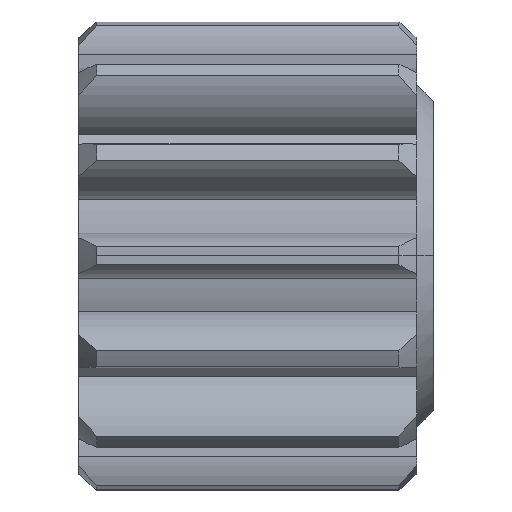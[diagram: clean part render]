
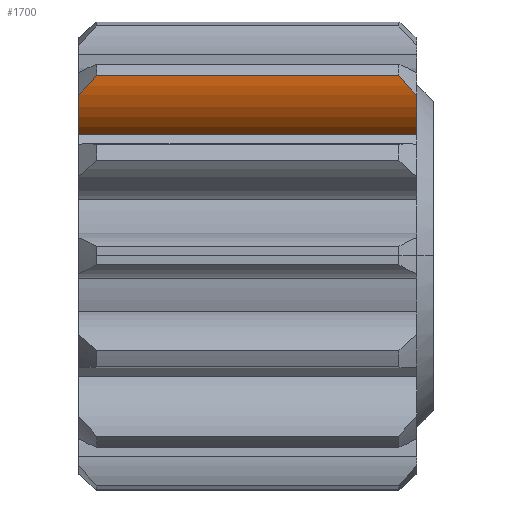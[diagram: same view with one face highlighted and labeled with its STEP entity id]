
A CAD part, top view. The second image highlights one B-rep face of the part: STEP entity #1700.
In plain terms, the highlighted cylindrical face has radius 3.556 mm (diameter 7.112 mm), a partial arc.
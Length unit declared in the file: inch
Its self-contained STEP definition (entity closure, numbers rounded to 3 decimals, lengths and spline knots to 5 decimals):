
#88 = LINE ( 'NONE', #1317, #1817 ) ;
#177 = ORIENTED_EDGE ( 'NONE', *, *, #2861, .T. ) ;
#320 = DIRECTION ( 'NONE',  ( -1., 0., 0. ) ) ;
#352 = B_SPLINE_CURVE_WITH_KNOTS ( 'NONE', 3,
 ( #727, #432, #2830, #939 ),
 .UNSPECIFIED., .F., .F.,
 ( 4, 4 ),
 ( 0., 0.00116 ),
 .UNSPECIFIED. ) ;
#432 = CARTESIAN_POINT ( 'NONE',  ( 0.55767, 0.28005, 0.25738 ) ) ;
#434 = CARTESIAN_POINT ( 'NONE',  ( 0.568, 0.31625, 0.12167 ) ) ;
#472 = CARTESIAN_POINT ( 'NONE',  ( 0.568, 0.20313, 0.20416 ) ) ;
#537 = CARTESIAN_POINT ( 'NONE',  ( 0.568, 0.26941, 0.25361 ) ) ;
#541 = DIRECTION ( 'NONE',  ( -1., 0., 0. ) ) ;
#564 = DIRECTION ( 'NONE',  ( 0., 0.782, -0.623 ) ) ;
#609 = VERTEX_POINT ( 'NONE', #3423 ) ;
#630 = B_SPLINE_CURVE_WITH_KNOTS ( 'NONE', 3,
 ( #1331, #2641, #2860, #3251 ),
 .UNSPECIFIED., .F., .F.,
 ( 4, 4 ),
 ( 0., 0.00116 ),
 .UNSPECIFIED. ) ;
#677 = EDGE_CURVE ( 'NONE', #2569, #2046, #352, .T. ) ;
#727 = CARTESIAN_POINT ( 'NONE',  ( 0.568, 0.26941, 0.25361 ) ) ;
#939 = CARTESIAN_POINT ( 'NONE',  ( 0.538, 0.30307, 0.26105 ) ) ;
#951 = CIRCLE ( 'NONE', #1147, 0.14 ) ;
#1147 = AXIS2_PLACEMENT_3D ( 'NONE', #3634, #1742, #2052 ) ;
#1245 = AXIS2_PLACEMENT_3D ( 'NONE', #434, #541, #1329 ) ;
#1317 = CARTESIAN_POINT ( 'NONE',  ( 0.284, 0.30307, 0.26105 ) ) ;
#1329 = DIRECTION ( 'NONE',  ( 0., 0., 1. ) ) ;
#1331 = CARTESIAN_POINT ( 'NONE',  ( 0.03, 0.30307, 0.26105 ) ) ;
#1374 = CYLINDRICAL_SURFACE ( 'NONE', #1245, 0.14 ) ;
#1446 = FACE_OUTER_BOUND ( 'NONE', #2063, .T. ) ;
#1601 = CARTESIAN_POINT ( 'NONE',  ( 0.538, 0.30307, 0.26105 ) ) ;
#1700 = ADVANCED_FACE ( 'NONE', ( #1446 ), #1374, .T. ) ;
#1717 = ORIENTED_EDGE ( 'NONE', *, *, #2444, .T. ) ;
#1742 = DIRECTION ( 'NONE',  ( -1., 0., 0. ) ) ;
#1817 = VECTOR ( 'NONE', #1954, 39.37008 ) ;
#1834 = LINE ( 'NONE', #3073, #3660 ) ;
#1880 = CIRCLE ( 'NONE', #2844, 0.14 ) ;
#1886 = EDGE_CURVE ( 'NONE', #3734, #609, #1834, .T. ) ;
#1954 = DIRECTION ( 'NONE',  ( -1., 0., 0. ) ) ;
#2046 = VERTEX_POINT ( 'NONE', #1601 ) ;
#2052 = DIRECTION ( 'NONE',  ( 0., 0.782, -0.623 ) ) ;
#2063 = EDGE_LOOP ( 'NONE', ( #1717, #177, #2480, #3092, #3972, #2467 ) ) ;
#2326 = CARTESIAN_POINT ( 'NONE',  ( 0.03, 0.30307, 0.26105 ) ) ;
#2372 = VERTEX_POINT ( 'NONE', #2326 ) ;
#2444 = EDGE_CURVE ( 'NONE', #2046, #2372, #88, .T. ) ;
#2467 = ORIENTED_EDGE ( 'NONE', *, *, #677, .T. ) ;
#2480 = ORIENTED_EDGE ( 'NONE', *, *, #3335, .F. ) ;
#2569 = VERTEX_POINT ( 'NONE', #537 ) ;
#2641 = CARTESIAN_POINT ( 'NONE',  ( 0.02032, 0.29126, 0.25994 ) ) ;
#2764 = DIRECTION ( 'NONE',  ( -1., 0., 0. ) ) ;
#2830 = CARTESIAN_POINT ( 'NONE',  ( 0.54768, 0.29126, 0.25994 ) ) ;
#2844 = AXIS2_PLACEMENT_3D ( 'NONE', #3422, #320, #564 ) ;
#2860 = CARTESIAN_POINT ( 'NONE',  ( 0.01033, 0.28005, 0.25738 ) ) ;
#2861 = EDGE_CURVE ( 'NONE', #2372, #3112, #630, .T. ) ;
#3011 = CARTESIAN_POINT ( 'NONE',  ( 0., 0.26941, 0.25361 ) ) ;
#3073 = CARTESIAN_POINT ( 'NONE',  ( 0.568, 0.20313, 0.20416 ) ) ;
#3092 = ORIENTED_EDGE ( 'NONE', *, *, #1886, .F. ) ;
#3112 = VERTEX_POINT ( 'NONE', #3011 ) ;
#3251 = CARTESIAN_POINT ( 'NONE',  ( 0., 0.26941, 0.25361 ) ) ;
#3335 = EDGE_CURVE ( 'NONE', #609, #3112, #951, .T. ) ;
#3422 = CARTESIAN_POINT ( 'NONE',  ( 0.568, 0.31625, 0.12167 ) ) ;
#3423 = CARTESIAN_POINT ( 'NONE',  ( 0., 0.20313, 0.20416 ) ) ;
#3465 = EDGE_CURVE ( 'NONE', #3734, #2569, #1880, .T. ) ;
#3634 = CARTESIAN_POINT ( 'NONE',  ( 0., 0.31625, 0.12167 ) ) ;
#3660 = VECTOR ( 'NONE', #2764, 39.37008 ) ;
#3734 = VERTEX_POINT ( 'NONE', #472 ) ;
#3972 = ORIENTED_EDGE ( 'NONE', *, *, #3465, .T. ) ;
